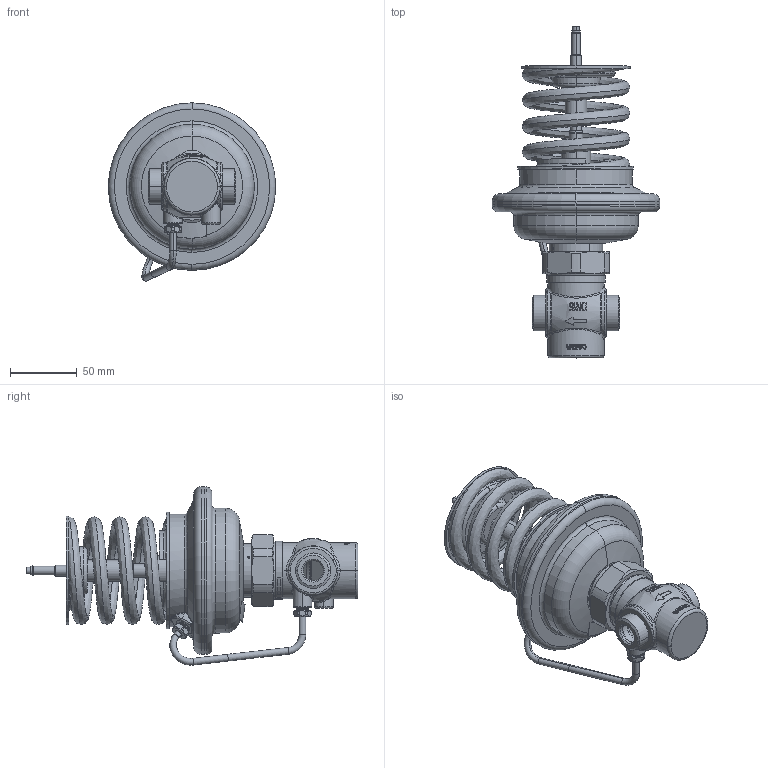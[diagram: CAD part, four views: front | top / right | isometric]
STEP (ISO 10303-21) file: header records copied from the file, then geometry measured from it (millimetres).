
FILE_DESCRIPTION((''),'2;1');
FILE_NAME('003H6957_ASM','2012-11-20T',('u258099'),('Danfoss'),'PRO/ENGINEER BY PARAMETRIC TECHNOLOGY CORPORATION, 2010370','PRO/ENGINEER BY PARAMETRIC TECHNOLOGY CORPORATION, 2010370','');
FILE_SCHEMA(('CONFIG_CONTROL_DESIGN'));
Products named in the file (26): 8883828; 8883831_ASM; 8882056; 8882820; 8883810; 8883905; 8883813; 8881085; 88810790_ZAVIHAN; 8883848; TRATA-MUTTER; PUSA_VODILNA_10X12X5; 88810820; 8883849; FEDER-BLAU; 8881075; GLEITSCHEIBE; 8881076; 8881102; 8883766_ASM; 8883503; 54540620; 5211513; 8883569; 8881022; 003H6957_ASM
Assembly tree (28 placements, depth 3):
  003H6957_ASM
    8883831_ASM
      8883828
    8882056
    8882820
    8883766_ASM
      8883810
      8883905
      8883813
      8881085
      88810790_ZAVIHAN
      8883848
      TRATA-MUTTER
      PUSA_VODILNA_10X12X5  x2
      88810820
      8883849
      FEDER-BLAU
      8881075
      GLEITSCHEIBE
      8881076
      8881102
    8883503
    54540620
    5211513  x2
    8883569
    8881022  x2
Bounding box: 125.18 x 248 x 133.18 mm (x, y, z)
Volume: 360405.1 mm3; surface area: 197554.3 mm2
Topology: 26 solids, 26 shells, 1662 faces, 4062 edges, 2531 vertices
Faces by surface type: plane 770, cylinder 333, cone 220, torus 190, bspline 136, sphere 13
Entity records: 56534 total; most frequent: CARTESIAN_POINT 20061, ORIENTED_EDGE 7812, DIRECTION 7188, EDGE_CURVE 3906, AXIS2_PLACEMENT_3D 2919, VERTEX_POINT 2433, EDGE_LOOP 1719, FACE_OUTER_BOUND 1594
